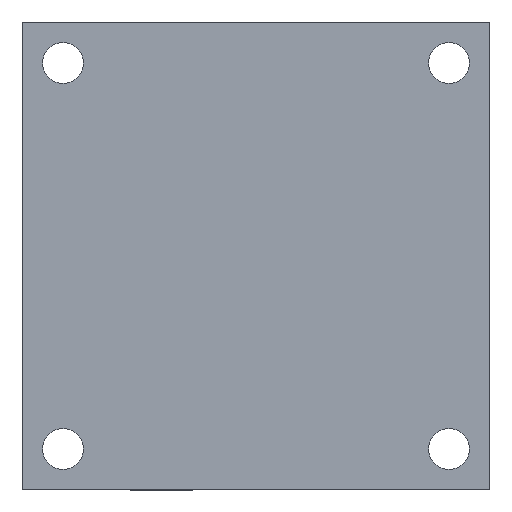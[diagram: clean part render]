
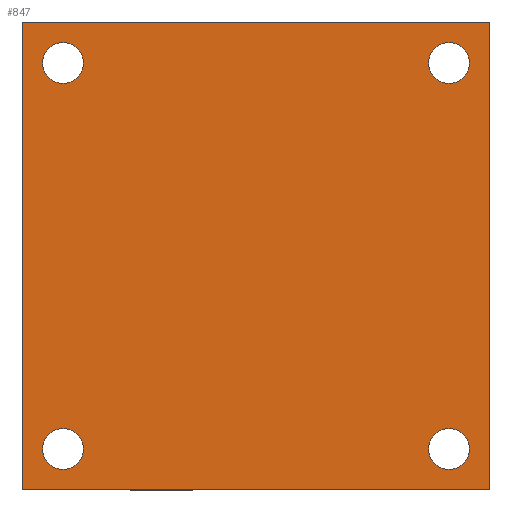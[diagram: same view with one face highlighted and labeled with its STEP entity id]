
A CAD part, front view. The second image highlights one B-rep face of the part: STEP entity #847.
In plain terms, the highlighted planar face has unit normal (0, -1, 0).
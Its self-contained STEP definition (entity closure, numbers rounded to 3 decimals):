
#16 = CARTESIAN_POINT ( 'NONE',  ( 20., 0., -20. ) ) ;
#18 = CARTESIAN_POINT ( 'NONE',  ( -20., 0., 20. ) ) ;
#43 = CARTESIAN_POINT ( 'NONE',  ( 20., 0., 20. ) ) ;
#56 = CARTESIAN_POINT ( 'NONE',  ( -20., 0., -20. ) ) ;
#100 = DIRECTION ( 'NONE',  ( 1., 0., 0. ) ) ;
#101 = DIRECTION ( 'NONE',  ( 0., 0., 1. ) ) ;
#102 = DIRECTION ( 'NONE',  ( 0., 1., 0. ) ) ;
#113 = CARTESIAN_POINT ( 'NONE',  ( -16.5, 0., -16.5 ) ) ;
#121 = DIRECTION ( 'NONE',  ( 0., 0., -1. ) ) ;
#130 = DIRECTION ( 'NONE',  ( 0., 0., 1. ) ) ;
#131 = DIRECTION ( 'NONE',  ( 0., 1., 0. ) ) ;
#132 = DIRECTION ( 'NONE',  ( 0., 0., 1. ) ) ;
#133 = CARTESIAN_POINT ( 'NONE',  ( 16.5, 0., -16.5 ) ) ;
#134 = DIRECTION ( 'NONE',  ( 0., 1., 0. ) ) ;
#140 = DIRECTION ( 'NONE',  ( 0., 1., 0. ) ) ;
#141 = CARTESIAN_POINT ( 'NONE',  ( 16.5, 0., 16.5 ) ) ;
#159 = CARTESIAN_POINT ( 'NONE',  ( -20., 0., 20. ) ) ;
#160 = DIRECTION ( 'NONE',  ( 1., 0., 0. ) ) ;
#167 = DIRECTION ( 'NONE',  ( 0., 0., 1. ) ) ;
#168 = CARTESIAN_POINT ( 'NONE',  ( -16.5, 0., 16.5 ) ) ;
#169 = CARTESIAN_POINT ( 'NONE',  ( -20., 0., -20. ) ) ;
#172 = DIRECTION ( 'NONE',  ( 0., 0., -1. ) ) ;
#174 = CARTESIAN_POINT ( 'NONE',  ( 20., 0., 20. ) ) ;
#182 = CARTESIAN_POINT ( 'NONE',  ( -20., 0., 20. ) ) ;
#219 = PLANE ( 'NONE',  #504 ) ;
#221 = CARTESIAN_POINT ( 'NONE',  ( -20., 0., 20. ) ) ;
#224 = DIRECTION ( 'NONE',  ( 0., 1., 0. ) ) ;
#242 = CARTESIAN_POINT ( 'NONE',  ( 16.5, 0., -14.75 ) ) ;
#244 = CARTESIAN_POINT ( 'NONE',  ( 16.5, 0., 18.25 ) ) ;
#247 = CARTESIAN_POINT ( 'NONE',  ( -16.5, 0., 18.25 ) ) ;
#276 = DIRECTION ( 'NONE',  ( 0., 0., 1. ) ) ;
#293 = CARTESIAN_POINT ( 'NONE',  ( -16.5, 0., -14.75 ) ) ;
#389 = VERTEX_POINT ( 'NONE', #56 ) ;
#395 = EDGE_LOOP ( 'NONE', ( #811, #812, #813, #814 ) ) ;
#405 = VERTEX_POINT ( 'NONE', #16 ) ;
#407 = VERTEX_POINT ( 'NONE', #43 ) ;
#412 = VERTEX_POINT ( 'NONE', #18 ) ;
#425 = EDGE_LOOP ( 'NONE', ( #806 ) ) ;
#426 = EDGE_LOOP ( 'NONE', ( #809 ) ) ;
#439 = EDGE_LOOP ( 'NONE', ( #810 ) ) ;
#444 = EDGE_LOOP ( 'NONE', ( #807 ) ) ;
#479 = AXIS2_PLACEMENT_3D ( 'NONE', #113, #102, #101 ) ;
#480 = AXIS2_PLACEMENT_3D ( 'NONE', #133, #131, #130 ) ;
#481 = AXIS2_PLACEMENT_3D ( 'NONE', #141, #140, #167 ) ;
#483 = AXIS2_PLACEMENT_3D ( 'NONE', #168, #134, #132 ) ;
#504 = AXIS2_PLACEMENT_3D ( 'NONE', #221, #224, #276 ) ;
#540 = EDGE_CURVE ( 'NONE', #407, #405, #706, .T. ) ;
#557 = EDGE_CURVE ( 'NONE', #412, #407, #673, .T. ) ;
#558 = EDGE_CURVE ( 'NONE', #412, #389, #672, .T. ) ;
#596 = VERTEX_POINT ( 'NONE', #293 ) ;
#597 = VERTEX_POINT ( 'NONE', #242 ) ;
#598 = VERTEX_POINT ( 'NONE', #244 ) ;
#599 = VERTEX_POINT ( 'NONE', #247 ) ;
#613 = FACE_BOUND ( 'NONE', #444, .T. ) ;
#614 = FACE_BOUND ( 'NONE', #439, .T. ) ;
#615 = FACE_BOUND ( 'NONE', #426, .T. ) ;
#617 = FACE_OUTER_BOUND ( 'NONE', #395, .T. ) ;
#619 = FACE_BOUND ( 'NONE', #425, .T. ) ;
#656 = VECTOR ( 'NONE', #100, 1000. ) ;
#658 = CIRCLE ( 'NONE', #479, 1.75 ) ;
#659 = CIRCLE ( 'NONE', #480, 1.75 ) ;
#660 = CIRCLE ( 'NONE', #481, 1.75 ) ;
#664 = LINE ( 'NONE', #169, #656 ) ;
#669 = VECTOR ( 'NONE', #121, 1000. ) ;
#670 = CIRCLE ( 'NONE', #483, 1.75 ) ;
#671 = VECTOR ( 'NONE', #160, 1000. ) ;
#672 = LINE ( 'NONE', #159, #669 ) ;
#673 = LINE ( 'NONE', #182, #671 ) ;
#704 = VECTOR ( 'NONE', #172, 1000. ) ;
#706 = LINE ( 'NONE', #174, #704 ) ;
#806 = ORIENTED_EDGE ( 'NONE', *, *, #817, .T. ) ;
#807 = ORIENTED_EDGE ( 'NONE', *, *, #818, .T. ) ;
#809 = ORIENTED_EDGE ( 'NONE', *, *, #819, .T. ) ;
#810 = ORIENTED_EDGE ( 'NONE', *, *, #820, .T. ) ;
#811 = ORIENTED_EDGE ( 'NONE', *, *, #821, .T. ) ;
#812 = ORIENTED_EDGE ( 'NONE', *, *, #540, .F. ) ;
#813 = ORIENTED_EDGE ( 'NONE', *, *, #557, .F. ) ;
#814 = ORIENTED_EDGE ( 'NONE', *, *, #558, .T. ) ;
#817 = EDGE_CURVE ( 'NONE', #599, #599, #670, .T. ) ;
#818 = EDGE_CURVE ( 'NONE', #598, #598, #660, .T. ) ;
#819 = EDGE_CURVE ( 'NONE', #597, #597, #659, .T. ) ;
#820 = EDGE_CURVE ( 'NONE', #596, #596, #658, .T. ) ;
#821 = EDGE_CURVE ( 'NONE', #389, #405, #664, .T. ) ;
#847 = ADVANCED_FACE ( 'NONE', ( #619, #613, #615, #614, #617 ), #219, .F. ) ;
